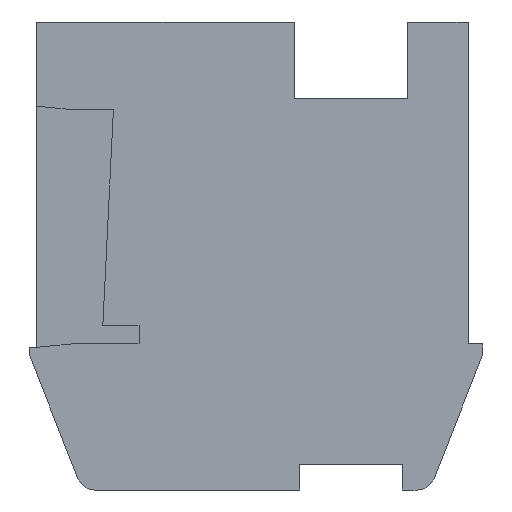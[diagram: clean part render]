
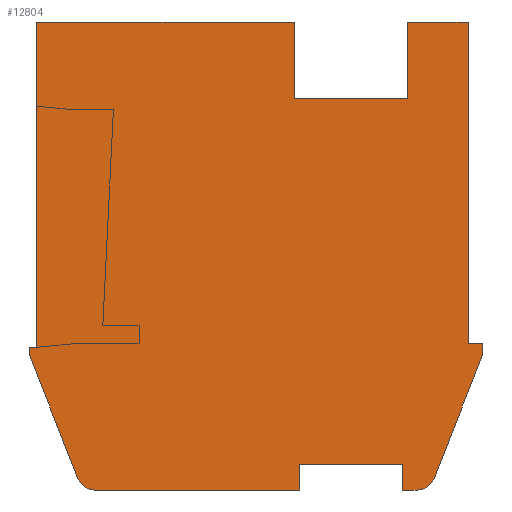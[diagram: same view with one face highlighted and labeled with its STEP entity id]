
A CAD part, front view. The second image highlights one B-rep face of the part: STEP entity #12804.
In plain terms, the highlighted planar face has unit normal (0, -1, 0).
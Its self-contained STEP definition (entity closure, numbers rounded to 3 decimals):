
#1=DIRECTION('',(-0.365,0.,-0.931));
#2=VECTOR('',#1,3.633);
#3=CARTESIAN_POINT('',(6.2,0.,-2.7));
#4=LINE('',#3,#2);
#5=CARTESIAN_POINT('',(4.409,0.,-5.9));
#6=DIRECTION('',(0.,1.,0.));
#7=DIRECTION('',(0.931,0.,-0.365));
#8=AXIS2_PLACEMENT_3D('',#5,#6,#7);
#10=DIRECTION('',(-1.,0.,0.));
#11=VECTOR('',#10,0.409);
#12=CARTESIAN_POINT('',(4.409,0.,-6.4));
#13=LINE('',#12,#11);
#14=DIRECTION('',(0.,0.,1.));
#15=VECTOR('',#14,0.7);
#16=CARTESIAN_POINT('',(4.,0.,-6.4));
#17=LINE('',#16,#15);
#18=DIRECTION('',(-1.,0.,0.));
#19=VECTOR('',#18,2.8);
#20=CARTESIAN_POINT('',(4.,0.,-5.7));
#21=LINE('',#20,#19);
#22=DIRECTION('',(0.,0.,-1.));
#23=VECTOR('',#22,0.7);
#24=CARTESIAN_POINT('',(1.2,0.,-5.7));
#25=LINE('',#24,#23);
#26=DIRECTION('',(-1.,0.,0.));
#27=VECTOR('',#26,5.609);
#28=CARTESIAN_POINT('',(1.2,0.,-6.4));
#29=LINE('',#28,#27);
#30=CARTESIAN_POINT('',(-4.409,0.,-5.9));
#31=DIRECTION('',(0.,1.,0.));
#32=DIRECTION('',(0.,0.,-1.));
#33=AXIS2_PLACEMENT_3D('',#30,#31,#32);
#35=DIRECTION('',(-0.365,0.,0.931));
#36=VECTOR('',#35,3.633);
#37=CARTESIAN_POINT('',(-4.874,0.,-6.082));
#38=LINE('',#37,#36);
#39=DIRECTION('',(0.,0.,1.));
#40=VECTOR('',#39,0.2);
#41=CARTESIAN_POINT('',(-6.2,0.,-2.7));
#42=LINE('',#41,#40);
#43=DIRECTION('',(1.,0.,0.));
#44=VECTOR('',#43,0.2);
#45=CARTESIAN_POINT('',(-6.2,0.,-2.5));
#46=LINE('',#45,#44);
#47=DIRECTION('',(0.,0.,1.));
#48=VECTOR('',#47,8.9);
#49=CARTESIAN_POINT('',(-6.,0.,-2.5));
#50=LINE('',#49,#48);
#51=DIRECTION('',(1.,0.,0.));
#52=VECTOR('',#51,7.05);
#53=CARTESIAN_POINT('',(-6.,0.,6.4));
#54=LINE('',#53,#52);
#55=DIRECTION('',(0.,0.,-1.));
#56=VECTOR('',#55,2.1);
#57=CARTESIAN_POINT('',(1.05,0.,6.4));
#58=LINE('',#57,#56);
#59=DIRECTION('',(1.,0.,0.));
#60=VECTOR('',#59,3.1);
#61=CARTESIAN_POINT('',(1.05,0.,4.3));
#62=LINE('',#61,#60);
#63=DIRECTION('',(0.,0.,1.));
#64=VECTOR('',#63,2.1);
#65=CARTESIAN_POINT('',(4.15,0.,4.3));
#66=LINE('',#65,#64);
#67=DIRECTION('',(1.,0.,0.));
#68=VECTOR('',#67,1.65);
#69=CARTESIAN_POINT('',(4.15,0.,6.4));
#70=LINE('',#69,#68);
#71=DIRECTION('',(0.,0.,-1.));
#72=VECTOR('',#71,8.8);
#73=CARTESIAN_POINT('',(5.8,0.,6.4));
#74=LINE('',#73,#72);
#75=DIRECTION('',(1.,0.,0.));
#76=VECTOR('',#75,0.4);
#77=CARTESIAN_POINT('',(5.8,0.,-2.4));
#78=LINE('',#77,#76);
#79=DIRECTION('',(0.,0.,-1.));
#80=VECTOR('',#79,0.3);
#81=CARTESIAN_POINT('',(6.2,0.,-2.4));
#82=LINE('',#81,#80);
#9737=CARTESIAN_POINT('',(6.2,0.,-2.7));
#9738=CARTESIAN_POINT('',(4.874,0.,-6.082));
#9739=VERTEX_POINT('',#9737);
#9740=VERTEX_POINT('',#9738);
#9741=CARTESIAN_POINT('',(4.409,0.,-6.4));
#9742=VERTEX_POINT('',#9741);
#9743=CARTESIAN_POINT('',(4.,0.,-6.4));
#9744=VERTEX_POINT('',#9743);
#9745=CARTESIAN_POINT('',(4.,0.,-5.7));
#9746=VERTEX_POINT('',#9745);
#9747=CARTESIAN_POINT('',(1.2,0.,-5.7));
#9748=VERTEX_POINT('',#9747);
#9749=CARTESIAN_POINT('',(1.2,0.,-6.4));
#9750=VERTEX_POINT('',#9749);
#9751=CARTESIAN_POINT('',(-4.409,0.,-6.4));
#9752=VERTEX_POINT('',#9751);
#9753=CARTESIAN_POINT('',(-4.874,0.,-6.082));
#9754=VERTEX_POINT('',#9753);
#9755=CARTESIAN_POINT('',(-6.2,0.,-2.7));
#9756=VERTEX_POINT('',#9755);
#9757=CARTESIAN_POINT('',(-6.2,0.,-2.5));
#9758=VERTEX_POINT('',#9757);
#9759=CARTESIAN_POINT('',(-6.,0.,-2.5));
#9760=VERTEX_POINT('',#9759);
#9761=CARTESIAN_POINT('',(-6.,0.,6.4));
#9762=VERTEX_POINT('',#9761);
#9763=CARTESIAN_POINT('',(1.05,0.,6.4));
#9764=VERTEX_POINT('',#9763);
#9765=CARTESIAN_POINT('',(1.05,0.,4.3));
#9766=VERTEX_POINT('',#9765);
#9767=CARTESIAN_POINT('',(4.15,0.,4.3));
#9768=VERTEX_POINT('',#9767);
#9769=CARTESIAN_POINT('',(4.15,0.,6.4));
#9770=VERTEX_POINT('',#9769);
#9771=CARTESIAN_POINT('',(5.8,0.,6.4));
#9772=VERTEX_POINT('',#9771);
#9773=CARTESIAN_POINT('',(5.8,0.,-2.4));
#9774=VERTEX_POINT('',#9773);
#9775=CARTESIAN_POINT('',(6.2,0.,-2.4));
#9776=VERTEX_POINT('',#9775);
#12757=CARTESIAN_POINT('',(0.,0.,0.));
#12758=DIRECTION('',(0.,1.,0.));
#12759=DIRECTION('',(1.,0.,0.));
#12760=AXIS2_PLACEMENT_3D('',#12757,#12758,#12759);
#12761=PLANE('',#12760);
#12763=ORIENTED_EDGE('',*,*,#12762,.T.);
#12765=ORIENTED_EDGE('',*,*,#12764,.T.);
#12767=ORIENTED_EDGE('',*,*,#12766,.T.);
#12769=ORIENTED_EDGE('',*,*,#12768,.T.);
#12771=ORIENTED_EDGE('',*,*,#12770,.T.);
#12773=ORIENTED_EDGE('',*,*,#12772,.T.);
#12775=ORIENTED_EDGE('',*,*,#12774,.T.);
#12777=ORIENTED_EDGE('',*,*,#12776,.T.);
#12779=ORIENTED_EDGE('',*,*,#12778,.T.);
#12781=ORIENTED_EDGE('',*,*,#12780,.T.);
#12783=ORIENTED_EDGE('',*,*,#12782,.T.);
#12785=ORIENTED_EDGE('',*,*,#12784,.T.);
#12787=ORIENTED_EDGE('',*,*,#12786,.T.);
#12789=ORIENTED_EDGE('',*,*,#12788,.T.);
#12791=ORIENTED_EDGE('',*,*,#12790,.T.);
#12793=ORIENTED_EDGE('',*,*,#12792,.T.);
#12795=ORIENTED_EDGE('',*,*,#12794,.T.);
#12797=ORIENTED_EDGE('',*,*,#12796,.T.);
#12799=ORIENTED_EDGE('',*,*,#12798,.T.);
#12801=ORIENTED_EDGE('',*,*,#12800,.T.);
#12802=EDGE_LOOP('',(#12763,#12765,#12767,#12769,#12771,#12773,#12775,#12777,
#12779,#12781,#12783,#12785,#12787,#12789,#12791,#12793,#12795,#12797,#12799,
#12801));
#12803=FACE_OUTER_BOUND('',#12802,.F.);
#12804=ADVANCED_FACE('',(#12803),#12761,.F.);
#9=CIRCLE('',#8,0.5);
#34=CIRCLE('',#33,0.5);
#12762=EDGE_CURVE('',#9739,#9740,#4,.T.);
#12764=EDGE_CURVE('',#9740,#9742,#9,.T.);
#12766=EDGE_CURVE('',#9742,#9744,#13,.T.);
#12768=EDGE_CURVE('',#9744,#9746,#17,.T.);
#12770=EDGE_CURVE('',#9746,#9748,#21,.T.);
#12772=EDGE_CURVE('',#9748,#9750,#25,.T.);
#12774=EDGE_CURVE('',#9750,#9752,#29,.T.);
#12776=EDGE_CURVE('',#9752,#9754,#34,.T.);
#12778=EDGE_CURVE('',#9754,#9756,#38,.T.);
#12780=EDGE_CURVE('',#9756,#9758,#42,.T.);
#12782=EDGE_CURVE('',#9758,#9760,#46,.T.);
#12784=EDGE_CURVE('',#9760,#9762,#50,.T.);
#12786=EDGE_CURVE('',#9762,#9764,#54,.T.);
#12788=EDGE_CURVE('',#9764,#9766,#58,.T.);
#12790=EDGE_CURVE('',#9766,#9768,#62,.T.);
#12792=EDGE_CURVE('',#9768,#9770,#66,.T.);
#12794=EDGE_CURVE('',#9770,#9772,#70,.T.);
#12796=EDGE_CURVE('',#9772,#9774,#74,.T.);
#12798=EDGE_CURVE('',#9774,#9776,#78,.T.);
#12800=EDGE_CURVE('',#9776,#9739,#82,.T.);
